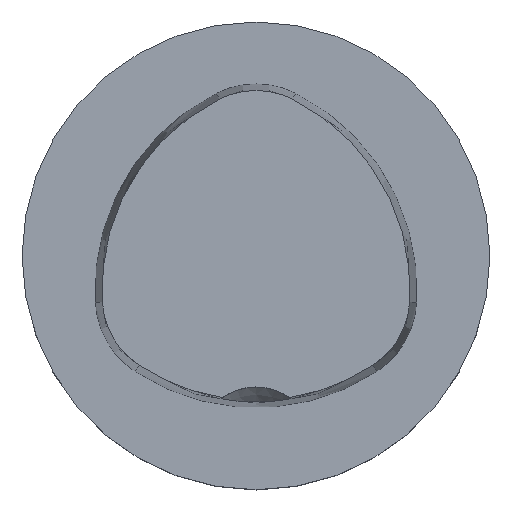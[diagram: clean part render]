
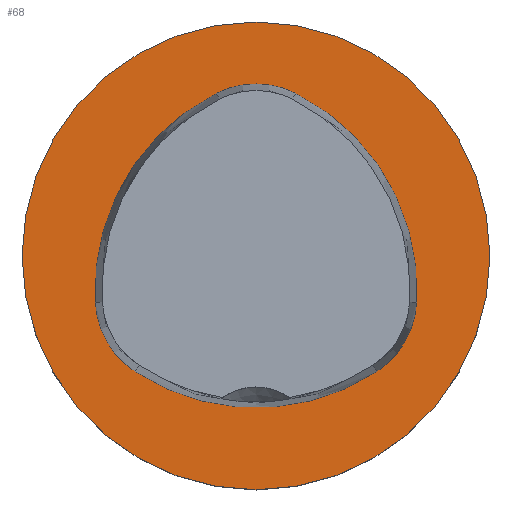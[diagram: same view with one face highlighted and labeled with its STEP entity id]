
A CAD part, top view. The second image highlights one B-rep face of the part: STEP entity #68.
In plain terms, the highlighted planar face has unit normal (0, 0, 1).
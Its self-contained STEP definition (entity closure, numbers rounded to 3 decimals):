
#68=ADVANCED_FACE('',(#87,#88),#83,.F.);
#83=PLANE('',#255);
#87=FACE_BOUND('',#97,.T.);
#88=FACE_BOUND('',#98,.T.);
#97=EDGE_LOOP('',(#117));
#98=EDGE_LOOP('',(#118,#119,#120,#121,#122,#123));
#117=ORIENTED_EDGE('',*,*,#196,.F.);
#118=ORIENTED_EDGE('',*,*,#197,.F.);
#119=ORIENTED_EDGE('',*,*,#198,.F.);
#120=ORIENTED_EDGE('',*,*,#199,.F.);
#121=ORIENTED_EDGE('',*,*,#200,.F.);
#122=ORIENTED_EDGE('',*,*,#201,.F.);
#123=ORIENTED_EDGE('',*,*,#202,.F.);
#175=VERTEX_POINT('',#369);
#176=VERTEX_POINT('',#371);
#177=VERTEX_POINT('',#372);
#178=VERTEX_POINT('',#374);
#179=VERTEX_POINT('',#376);
#180=VERTEX_POINT('',#378);
#181=VERTEX_POINT('',#380);
#196=EDGE_CURVE('',#175,#175,#225,.T.);
#197=EDGE_CURVE('',#176,#177,#226,.T.);
#198=EDGE_CURVE('',#178,#176,#227,.T.);
#199=EDGE_CURVE('',#179,#178,#228,.T.);
#200=EDGE_CURVE('',#180,#179,#229,.T.);
#201=EDGE_CURVE('',#181,#180,#230,.T.);
#202=EDGE_CURVE('',#177,#181,#231,.T.);
#225=CIRCLE('',#248,16.0);
#226=CIRCLE('',#249,6.063);
#227=CIRCLE('',#250,15.063);
#228=CIRCLE('',#251,6.063);
#229=CIRCLE('',#252,15.063);
#230=CIRCLE('',#253,6.063);
#231=CIRCLE('',#254,15.063);
#248=AXIS2_PLACEMENT_3D('',#368,#287,#288);
#249=AXIS2_PLACEMENT_3D('',#370,#289,#290);
#250=AXIS2_PLACEMENT_3D('',#373,#291,#292);
#251=AXIS2_PLACEMENT_3D('',#375,#293,#294);
#252=AXIS2_PLACEMENT_3D('',#377,#295,#296);
#253=AXIS2_PLACEMENT_3D('',#379,#297,#298);
#254=AXIS2_PLACEMENT_3D('',#381,#299,#300);
#255=AXIS2_PLACEMENT_3D('',#382,#301,#302);
#287=DIRECTION('',(0.0,0.0,-1.0));
#288=DIRECTION('',(-1.0,0.0,0.0));
#289=DIRECTION('',(0.0,0.0,1.0));
#290=DIRECTION('',(1.0,0.0,0.0));
#291=DIRECTION('',(0.0,0.0,1.0));
#292=DIRECTION('',(1.0,0.0,0.0));
#293=DIRECTION('',(0.0,0.0,1.0));
#294=DIRECTION('',(1.0,0.0,0.0));
#295=DIRECTION('',(0.0,0.0,1.0));
#296=DIRECTION('',(1.0,0.0,0.0));
#297=DIRECTION('',(0.0,0.0,1.0));
#298=DIRECTION('',(1.0,0.0,0.0));
#299=DIRECTION('',(0.0,0.0,1.0));
#300=DIRECTION('',(1.0,0.0,0.0));
#301=DIRECTION('',(0.0,0.0,-1.0));
#302=DIRECTION('',(-1.0,0.0,0.0));
#368=CARTESIAN_POINT('',(0.0,0.0,0.0));
#369=CARTESIAN_POINT('',(-16.0,0.0,0.0));
#370=CARTESIAN_POINT('',(0.0,5.7,0.0));
#371=CARTESIAN_POINT('',(2.728,11.115,0.0));
#372=CARTESIAN_POINT('',(-2.728,11.115,0.0));
#373=CARTESIAN_POINT('',(-4.049,-2.338,0.0));
#374=CARTESIAN_POINT('',(10.989,-3.195,0.0));
#375=CARTESIAN_POINT('',(4.936,-2.85,0.0));
#376=CARTESIAN_POINT('',(8.262,-7.919,0.0));
#377=CARTESIAN_POINT('',(0.0,4.675,0.0));
#378=CARTESIAN_POINT('',(-8.262,-7.919,0.0));
#379=CARTESIAN_POINT('',(-4.936,-2.85,0.0));
#380=CARTESIAN_POINT('',(-10.989,-3.195,0.0));
#381=CARTESIAN_POINT('',(4.049,-2.338,0.0));
#382=CARTESIAN_POINT('',(0.0,-10.387,0.0));
